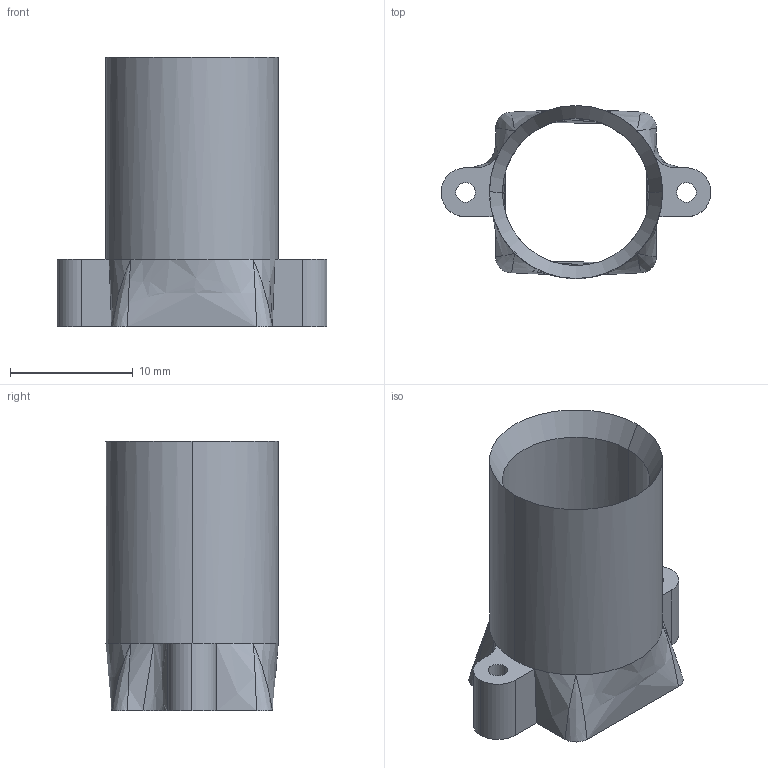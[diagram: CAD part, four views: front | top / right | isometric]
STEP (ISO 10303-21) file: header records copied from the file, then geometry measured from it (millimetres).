
FILE_DESCRIPTION (( 'STEP AP214' ), '1' );
FILE_NAME ('Camera_Spacer_v13_20mm.STEP', '2023-01-22T05:15:51', ( '' ), ( '' ), 'SwSTEP 2.0', 'SolidWorks 2023', '' );
FILE_SCHEMA (( 'AUTOMOTIVE_DESIGN' ));
Length unit declared in the file: millimetre
Products named in the file (1): Camera_Spacer_v13_20mm
Bounding box: 22 x 14.1 x 22 mm (x, y, z)
Volume: 1045.4 mm3; surface area: 2075.9 mm2
Topology: 1 solids, 1 shells, 34 faces, 100 edges, 63 vertices
Faces by surface type: bspline 14, cylinder 11, plane 7, cone 2
Entity records: 2126 total; most frequent: CARTESIAN_POINT 919, ORIENTED_EDGE 192, DIRECTION 135, EDGE_CURVE 96, VERTEX_POINT 63, AXIS2_PLACEMENT_3D 51, EDGE_LOOP 39, UNCERTAINTY_MEASURE_WITH_UNIT 36
